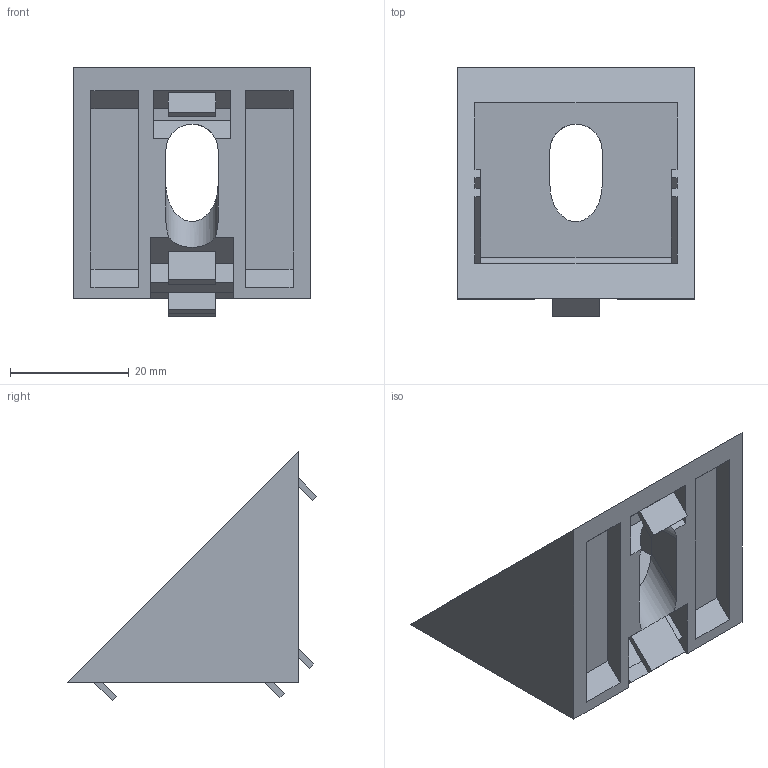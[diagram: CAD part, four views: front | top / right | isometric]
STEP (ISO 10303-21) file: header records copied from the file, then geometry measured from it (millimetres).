
FILE_DESCRIPTION(/* description */ ('STEP AP214'),/* implementation_level */ '2;1');
FILE_NAME(/* name */ '1007754.stp',/* time_stamp */ '2024-05-07T12:51:43+02:00',/* author */ ('b.steehouwer'),/* organization */ ('CADENAS'),/* preprocessor_version */ 'ST-DEVELOPER v18.1',/* originating_system */ 'Autodesk Inventor 2021',/* authorisation */ ' ');
FILE_SCHEMA (('AUTOMOTIVE_DESIGN { 1 0 10303 214 3 1 1 }'));
Length unit declared in the file: millimetre
Products named in the file (2): 1007754; 1007754-1
Assembly tree (1 placements, depth 2):
  1007754
    1007754-1
Bounding box: 40 x 42.02 x 42.02 mm (x, y, z)
Volume: 12770.1 mm3; surface area: 9616.5 mm2
Topology: 1 solids, 1 shells, 99 faces, 266 edges, 176 vertices
Faces by surface type: plane 88, cylinder 11
Entity records: 3142 total; most frequent: CARTESIAN_POINT 544, ORIENTED_EDGE 532, DIRECTION 500, EDGE_CURVE 266, LINE 236, VECTOR 236, VERTEX_POINT 176, AXIS2_PLACEMENT_3D 132
